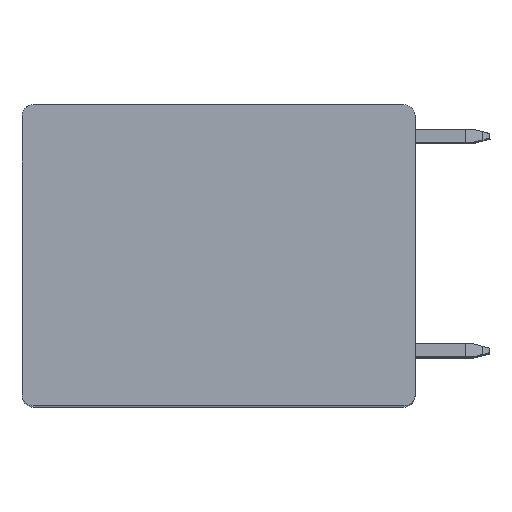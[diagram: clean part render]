
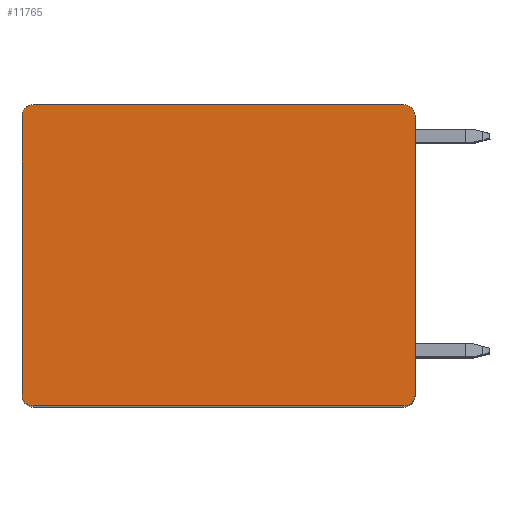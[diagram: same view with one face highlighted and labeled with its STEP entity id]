
A CAD part, top view. The second image highlights one B-rep face of the part: STEP entity #11765.
In plain terms, the highlighted planar face has unit normal (0, 0, 1).
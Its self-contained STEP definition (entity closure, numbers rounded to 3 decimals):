
#2785=CARTESIAN_POINT('',(-11.375,8.55,58.05));
#2786=DIRECTION('',(0.,0.,1.));
#2787=DIRECTION('',(0.,1.,0.));
#2788=AXIS2_PLACEMENT_3D('',#2785,#2786,#2787);
#2790=DIRECTION('',(-1.,0.,0.));
#2791=VECTOR('',#2790,22.75);
#2792=CARTESIAN_POINT('',(11.375,9.25,58.05));
#2793=LINE('',#2792,#2791);
#2794=CARTESIAN_POINT('',(11.375,8.55,58.05));
#2795=DIRECTION('',(0.,0.,1.));
#2796=DIRECTION('',(1.,0.,0.));
#2797=AXIS2_PLACEMENT_3D('',#2794,#2795,#2796);
#2799=DIRECTION('',(0.,1.,0.));
#2800=VECTOR('',#2799,17.1);
#2801=CARTESIAN_POINT('',(12.075,-8.55,58.05));
#2802=LINE('',#2801,#2800);
#2803=CARTESIAN_POINT('',(11.375,-8.55,58.05));
#2804=DIRECTION('',(0.,0.,1.));
#2805=DIRECTION('',(0.,-1.,0.));
#2806=AXIS2_PLACEMENT_3D('',#2803,#2804,#2805);
#2808=DIRECTION('',(1.,0.,0.));
#2809=VECTOR('',#2808,22.75);
#2810=CARTESIAN_POINT('',(-11.375,-9.25,58.05));
#2811=LINE('',#2810,#2809);
#2812=CARTESIAN_POINT('',(-11.375,-8.55,58.05));
#2813=DIRECTION('',(0.,0.,1.));
#2814=DIRECTION('',(-1.,0.,0.));
#2815=AXIS2_PLACEMENT_3D('',#2812,#2813,#2814);
#2817=DIRECTION('',(0.,-1.,0.));
#2818=VECTOR('',#2817,17.1);
#2819=CARTESIAN_POINT('',(-12.075,8.55,58.05));
#2820=LINE('',#2819,#2818);
#6643=CARTESIAN_POINT('',(-11.375,9.25,58.05));
#6644=CARTESIAN_POINT('',(-12.075,8.55,58.05));
#6645=VERTEX_POINT('',#6643);
#6646=VERTEX_POINT('',#6644);
#6651=CARTESIAN_POINT('',(12.075,8.55,58.05));
#6652=VERTEX_POINT('',#6651);
#6653=CARTESIAN_POINT('',(11.375,9.25,58.05));
#6654=VERTEX_POINT('',#6653);
#6659=CARTESIAN_POINT('',(11.375,-9.25,58.05));
#6660=VERTEX_POINT('',#6659);
#6661=CARTESIAN_POINT('',(12.075,-8.55,58.05));
#6662=VERTEX_POINT('',#6661);
#6667=CARTESIAN_POINT('',(-12.075,-8.55,58.05));
#6668=VERTEX_POINT('',#6667);
#6669=CARTESIAN_POINT('',(-11.375,-9.25,58.05));
#6670=VERTEX_POINT('',#6669);
#11750=CARTESIAN_POINT('',(0.,0.,58.05));
#11751=DIRECTION('',(0.,0.,1.));
#11752=DIRECTION('',(1.,0.,0.));
#11753=AXIS2_PLACEMENT_3D('',#11750,#11751,#11752);
#11754=PLANE('',#11753);
#11755=ORIENTED_EDGE('',*,*,#8228,.F.);
#11756=ORIENTED_EDGE('',*,*,#8710,.F.);
#11757=ORIENTED_EDGE('',*,*,#10283,.F.);
#11758=ORIENTED_EDGE('',*,*,#10298,.F.);
#11759=ORIENTED_EDGE('',*,*,#11479,.F.);
#11760=ORIENTED_EDGE('',*,*,#11494,.F.);
#11761=ORIENTED_EDGE('',*,*,#11507,.F.);
#11762=ORIENTED_EDGE('',*,*,#11519,.F.);
#11763=EDGE_LOOP('',(#11755,#11756,#11757,#11758,#11759,#11760,#11761,#11762));
#11764=FACE_OUTER_BOUND('',#11763,.F.);
#2789=CIRCLE('',#2788,0.7);
#2798=CIRCLE('',#2797,0.7);
#2807=CIRCLE('',#2806,0.7);
#2816=CIRCLE('',#2815,0.7);
#8228=EDGE_CURVE('',#6645,#6646,#2789,.T.);
#8710=EDGE_CURVE('',#6654,#6645,#2793,.T.);
#10283=EDGE_CURVE('',#6652,#6654,#2798,.T.);
#10298=EDGE_CURVE('',#6662,#6652,#2802,.T.);
#11479=EDGE_CURVE('',#6660,#6662,#2807,.T.);
#11494=EDGE_CURVE('',#6670,#6660,#2811,.T.);
#11507=EDGE_CURVE('',#6668,#6670,#2816,.T.);
#11519=EDGE_CURVE('',#6646,#6668,#2820,.T.);
#11765=ADVANCED_FACE('',(#11764),#11754,.T.);
